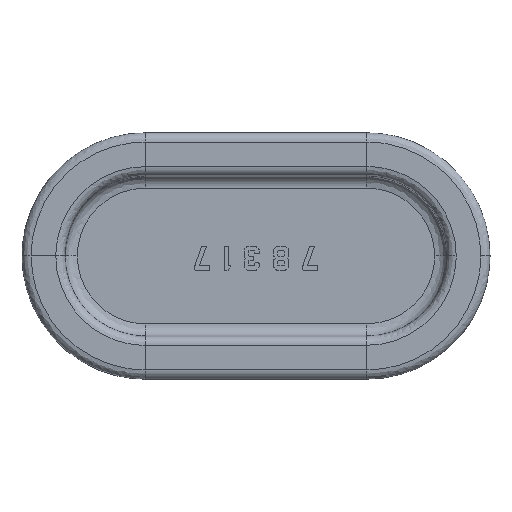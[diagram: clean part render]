
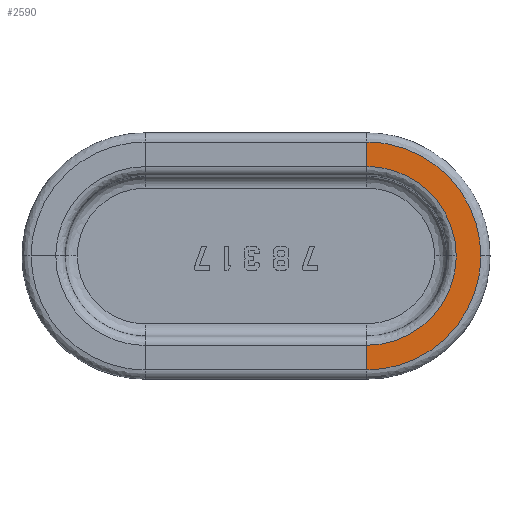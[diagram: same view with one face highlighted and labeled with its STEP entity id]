
A CAD part, top view. The second image highlights one B-rep face of the part: STEP entity #2590.
In plain terms, the highlighted free-form (B-spline) face has degree [1, 1] with [2, 2] control points.
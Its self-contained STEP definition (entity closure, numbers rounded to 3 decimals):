
#259 = EDGE_CURVE('',#260,#262,#264,.T.);
#260 = VERTEX_POINT('',#261);
#261 = CARTESIAN_POINT('',(24.195,-9.748,
    3.692));
#262 = VERTEX_POINT('',#263);
#263 = CARTESIAN_POINT('',(33.943,0.,3.692));
#264 = ( BOUNDED_CURVE() B_SPLINE_CURVE(2,(#265,#266,#267),
.UNSPECIFIED.,.F.,.F.) B_SPLINE_CURVE_WITH_KNOTS((3,3),(0.,
1.571),.PIECEWISE_BEZIER_KNOTS.) CURVE() 
GEOMETRIC_REPRESENTATION_ITEM() RATIONAL_B_SPLINE_CURVE((1.,
0.707,1.)) REPRESENTATION_ITEM('') );
#265 = CARTESIAN_POINT('',(24.195,-9.748,
    3.692));
#266 = CARTESIAN_POINT('',(33.943,-9.748,
    3.692));
#267 = CARTESIAN_POINT('',(33.943,0.,
    3.692));
#313 = VERTEX_POINT('',#314);
#314 = CARTESIAN_POINT('',(36.627,0.,3.692));
#320 = EDGE_CURVE('',#321,#313,#323,.T.);
#321 = VERTEX_POINT('',#322);
#322 = CARTESIAN_POINT('',(24.195,-12.432,
    3.692));
#323 = ( BOUNDED_CURVE() B_SPLINE_CURVE(2,(#324,#325,#326),
.UNSPECIFIED.,.F.,.F.) B_SPLINE_CURVE_WITH_KNOTS((3,3),(0.,
1.571),.PIECEWISE_BEZIER_KNOTS.) CURVE() 
GEOMETRIC_REPRESENTATION_ITEM() RATIONAL_B_SPLINE_CURVE((1.,
0.707,1.)) REPRESENTATION_ITEM('') );
#324 = CARTESIAN_POINT('',(24.195,-12.432,
    3.692));
#325 = CARTESIAN_POINT('',(36.627,-12.432,
    3.692));
#326 = CARTESIAN_POINT('',(36.627,0.,
    3.692));
#2293 = VERTEX_POINT('',#2294);
#2294 = CARTESIAN_POINT('',(24.195,12.432,
    3.692));
#2318 = VERTEX_POINT('',#2319);
#2319 = CARTESIAN_POINT('',(24.195,9.748,
    3.692));
#2324 = EDGE_CURVE('',#2318,#2293,#2325,.T.);
#2325 = B_SPLINE_CURVE_WITH_KNOTS('',1,(#2326,#2327),.UNSPECIFIED.,.F.,
  .F.,(2,2),(-3.17,0.),.PIECEWISE_BEZIER_KNOTS.);
#2326 = CARTESIAN_POINT('',(24.195,9.748,
    3.692));
#2327 = CARTESIAN_POINT('',(24.195,12.432,
    3.692));
#2575 = EDGE_CURVE('',#313,#2293,#2576,.T.);
#2576 = ( BOUNDED_CURVE() B_SPLINE_CURVE(2,(#2577,#2578,#2579),
.UNSPECIFIED.,.F.,.F.) B_SPLINE_CURVE_WITH_KNOTS((3,3),(1.571,
3.142),.PIECEWISE_BEZIER_KNOTS.) CURVE() 
GEOMETRIC_REPRESENTATION_ITEM() RATIONAL_B_SPLINE_CURVE((1.,
0.707,1.)) REPRESENTATION_ITEM('') );
#2577 = CARTESIAN_POINT('',(36.627,0.,
    3.692));
#2578 = CARTESIAN_POINT('',(36.627,12.432,
    3.692));
#2579 = CARTESIAN_POINT('',(24.195,12.432,
    3.692));
#2590 = ADVANCED_FACE('',(#2591),#2608,.T.);
#2591 = FACE_BOUND('',#2592,.T.);
#2592 = EDGE_LOOP('',(#2593,#2594,#2595,#2596,#2602,#2603));
#2593 = ORIENTED_EDGE('',*,*,#320,.T.);
#2594 = ORIENTED_EDGE('',*,*,#2575,.T.);
#2595 = ORIENTED_EDGE('',*,*,#2324,.F.);
#2596 = ORIENTED_EDGE('',*,*,#2597,.F.);
#2597 = EDGE_CURVE('',#262,#2318,#2598,.T.);
#2598 = ( BOUNDED_CURVE() B_SPLINE_CURVE(2,(#2599,#2600,#2601),
.UNSPECIFIED.,.F.,.F.) B_SPLINE_CURVE_WITH_KNOTS((3,3),(1.571,
3.142),.PIECEWISE_BEZIER_KNOTS.) CURVE() 
GEOMETRIC_REPRESENTATION_ITEM() RATIONAL_B_SPLINE_CURVE((1.,
0.707,1.)) REPRESENTATION_ITEM('') );
#2599 = CARTESIAN_POINT('',(33.943,0.,
    3.692));
#2600 = CARTESIAN_POINT('',(33.943,9.748,
    3.692));
#2601 = CARTESIAN_POINT('',(24.195,9.748,
    3.692));
#2602 = ORIENTED_EDGE('',*,*,#259,.F.);
#2603 = ORIENTED_EDGE('',*,*,#2604,.T.);
#2604 = EDGE_CURVE('',#260,#321,#2605,.T.);
#2605 = B_SPLINE_CURVE_WITH_KNOTS('',1,(#2606,#2607),.UNSPECIFIED.,.F.,
  .F.,(2,2),(-3.17,-0.),.PIECEWISE_BEZIER_KNOTS.);
#2606 = CARTESIAN_POINT('',(24.195,-9.748,
    3.692));
#2607 = CARTESIAN_POINT('',(24.195,-12.432,
    3.692));
#2608 = B_SPLINE_SURFACE_WITH_KNOTS('',1,1,(
    (#2609,#2610)
    ,(#2611,#2612
    )),.UNSPECIFIED.,.F.,.F.,.F.,(2,2),(2,2),(0.,14.68),(0.,29.36),
  .PIECEWISE_BEZIER_KNOTS.);
#2609 = CARTESIAN_POINT('',(24.195,-12.432,
    3.692));
#2610 = CARTESIAN_POINT('',(24.195,12.432,
    3.692));
#2611 = CARTESIAN_POINT('',(36.627,-12.432,
    3.692));
#2612 = CARTESIAN_POINT('',(36.627,12.432,
    3.692));
